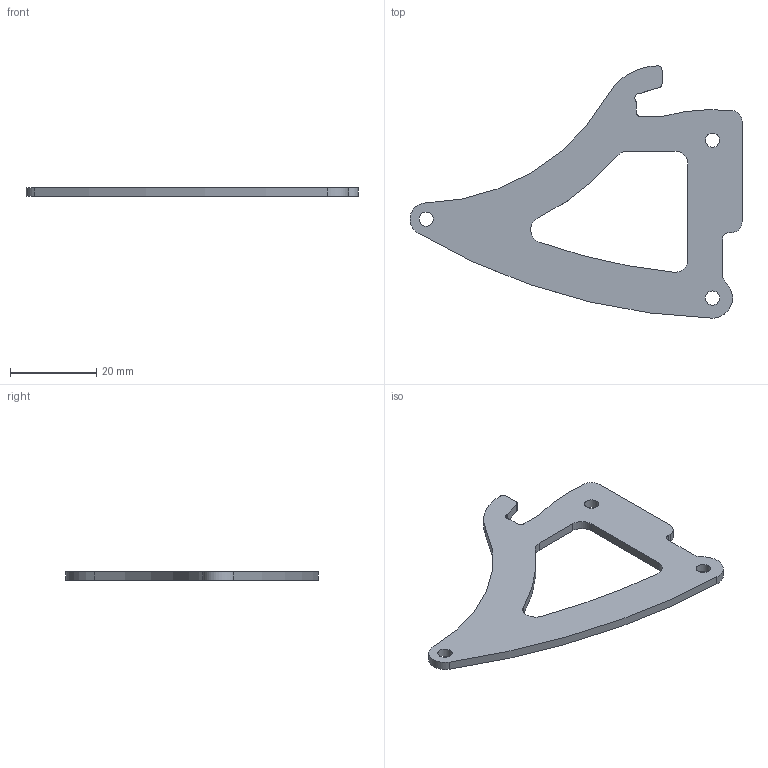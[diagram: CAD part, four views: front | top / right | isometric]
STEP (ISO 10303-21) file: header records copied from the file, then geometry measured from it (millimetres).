
FILE_DESCRIPTION(/* description */ (''),/* implementation_level */ '2;1');
FILE_NAME(/* name */ 'Ножка-накладка(малая).stp',/* time_stamp */ '2020-03-24T16:25:19+03:00',/* author */ ('Андрей'),/* organization */ (''),/* preprocessor_version */ 'ST-DEVELOPER v16.1',/* originating_system */ 'Autodesk Inventor 2016',/* authorisation */ '');
FILE_SCHEMA (('AUTOMOTIVE_DESIGN { 1 0 10303 214 3 1 1 }'));
Length unit declared in the file: millimetre
Products named in the file (1): Накладка_4.1.4_3.1
Bounding box: 76.8 x 58.36 x 2 mm (x, y, z)
Volume: 3548.2 mm3; surface area: 4307.1 mm2
Topology: 1 solids, 1 shells, 37 faces, 105 edges, 70 vertices
Faces by surface type: cylinder 27, plane 10
Full cylindrical faces by diameter (mm): 3.3 x3
Entity records: 1258 total; most frequent: DIRECTION 232, CARTESIAN_POINT 210, ORIENTED_EDGE 204, EDGE_CURVE 102, AXIS2_PLACEMENT_3D 92, VERTEX_POINT 70, CIRCLE 54, EDGE_LOOP 48
